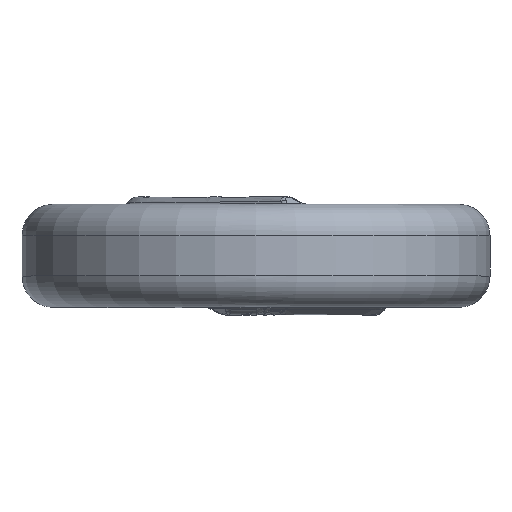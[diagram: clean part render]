
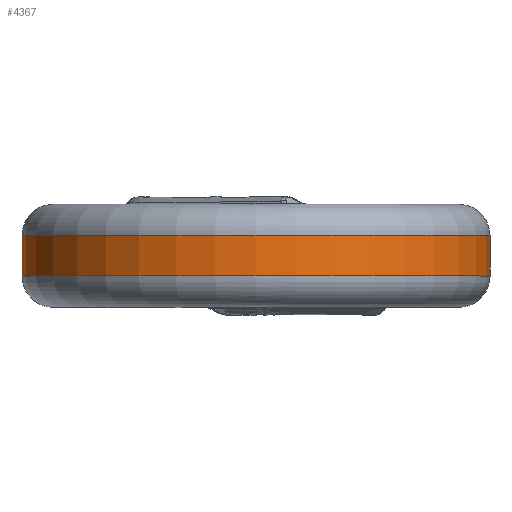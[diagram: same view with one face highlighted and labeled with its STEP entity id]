
A CAD part, top view. The second image highlights one B-rep face of the part: STEP entity #4367.
In plain terms, the highlighted cylindrical face has radius 7.5 mm (diameter 15 mm), a full revolution.
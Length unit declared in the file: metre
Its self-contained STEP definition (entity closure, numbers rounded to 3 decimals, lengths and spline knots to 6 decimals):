
#40=CIRCLE('',#4554,0.0075);
#41=CIRCLE('',#4557,0.0075);
#82=CYLINDRICAL_SURFACE('',#4558,0.0075);
#873=ORIENTED_EDGE('',*,*,#1766,.T.);
#874=ORIENTED_EDGE('',*,*,#1759,.F.);
#1759=EDGE_CURVE('',#2205,#2205,#40,.T.);
#1766=EDGE_CURVE('',#2210,#2210,#41,.T.);
#2205=VERTEX_POINT('',#6588);
#2210=VERTEX_POINT('',#6646);
#2583=EDGE_LOOP('',(#873));
#2584=EDGE_LOOP('',(#874));
#2795=FACE_BOUND('',#2583,.T.);
#2796=FACE_BOUND('',#2584,.T.);
#4367=ADVANCED_FACE('',(#2795,#2796),#82,.T.);
#4554=AXIS2_PLACEMENT_3D('',#6587,#4810,#4811);
#4557=AXIS2_PLACEMENT_3D('',#6645,#4817,#4818);
#4558=AXIS2_PLACEMENT_3D('',#6647,#4819,#4820);
#4810=DIRECTION('',(0.,1.,0.));
#4811=DIRECTION('',(0.,0.,1.));
#4817=DIRECTION('',(0.,1.,0.));
#4818=DIRECTION('',(0.,0.,1.));
#4819=DIRECTION('',(0.,1.,0.));
#4820=DIRECTION('',(0.,0.,1.));
#6587=CARTESIAN_POINT('',(0.,0.00065,0.));
#6588=CARTESIAN_POINT('',(0.,0.00065,0.0075));
#6645=CARTESIAN_POINT('',(0.,-0.00065,0.));
#6646=CARTESIAN_POINT('',(0.,-0.00065,0.0075));
#6647=CARTESIAN_POINT('',(0.,-0.00165,0.));
